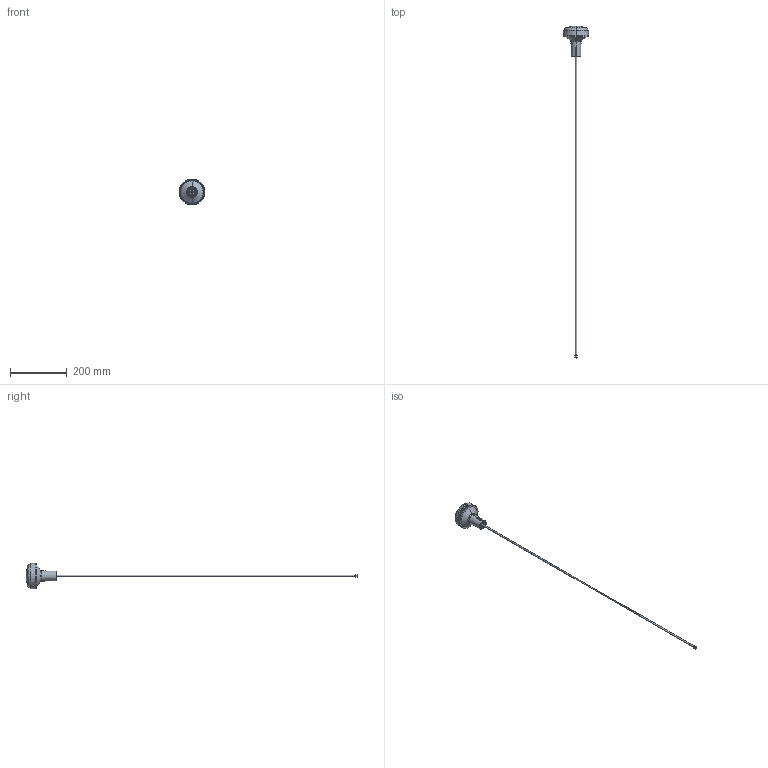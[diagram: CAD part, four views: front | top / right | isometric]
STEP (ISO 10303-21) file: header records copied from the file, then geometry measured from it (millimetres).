
FILE_DESCRIPTION (( 'STEP AP214' ), '1' );
FILE_NAME ('IMA.01_Web.STEP', '2021-04-21T01:08:26', ( '' ), ( '' ), 'SwSTEP 2.0', 'SolidWorks 2018', '' );
FILE_SCHEMA (( 'AUTOMOTIVE_DESIGN' ));
Length unit declared in the file: millimetre
Products named in the file (8): EIA1621B組合圖; IMA.01_Web; ED230315750-1310(CFD200_1M_SMA(M))d01; ED730000000-0014(EIA1621B主體)V02; ED730000000-0015(EIA1621B上蓋)V02
Assembly tree (4 placements, depth 3):
  IMA.01_Web
    ED230315750-1310(CFD200_1M_SMA(M))d01
    EIA1621B組合圖
      ED730000000-0014(EIA1621B主體)V02
      ED730000000-0015(EIA1621B上蓋)V02
  ED230315750-1310(CFD200_1M_SMA(M))d01
  ED730000000-0014(EIA1621B主體)V02
  ED730000000-0015(EIA1621B上蓋)V02
Bounding box: 90.5 x 1170.3 x 90.5 mm (x, y, z)
Volume: 304183.1 mm3; surface area: 74431.5 mm2
Topology: 3 solids, 3 shells, 261 faces, 659 edges, 430 vertices
Faces by surface type: cylinder 102, plane 84, bspline 42, cone 33
Entity records: 36156 total; most frequent: CARTESIAN_POINT 27463, ORIENTED_EDGE 1314, DIRECTION 1009, EDGE_CURVE 657, VERTEX_POINT 430, AXIS2_PLACEMENT_3D 373, EDGE_LOOP 289, UNCERTAINTY_MEASURE_WITH_UNIT 272
